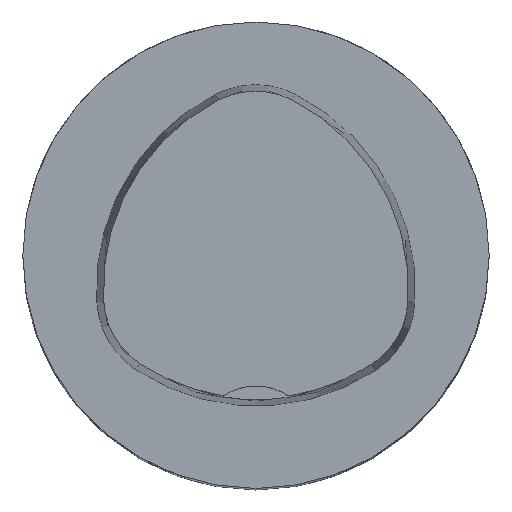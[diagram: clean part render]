
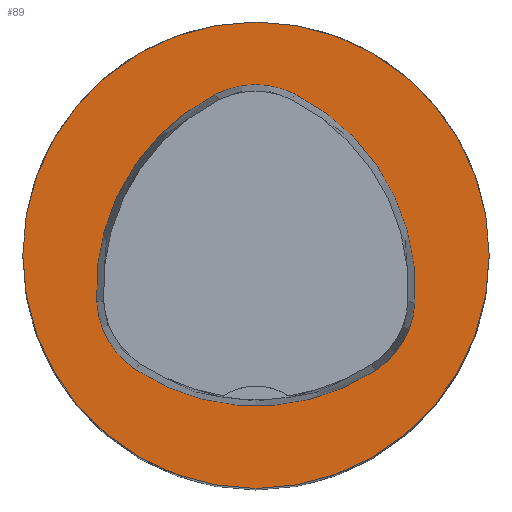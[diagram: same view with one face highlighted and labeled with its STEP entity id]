
A CAD part, top view. The second image highlights one B-rep face of the part: STEP entity #89.
In plain terms, the highlighted planar face has unit normal (0, 0, 1).
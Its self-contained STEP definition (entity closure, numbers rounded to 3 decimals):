
#35=PLANE('',#483);
#89=ADVANCED_FACE('',(#137,#138),#35,.T.);
#110=CIRCLE('',#454,16.);
#112=CIRCLE('',#461,15.);
#114=CIRCLE('',#464,6.);
#116=CIRCLE('',#467,15.);
#118=CIRCLE('',#470,6.);
#122=CIRCLE('',#475,15.);
#124=CIRCLE('',#478,6.);
#137=FACE_BOUND('',#158,.T.);
#138=FACE_BOUND('',#159,.T.);
#158=EDGE_LOOP('',(#243,#244,#245,#246,#247,#248));
#159=EDGE_LOOP('',(#249));
#243=ORIENTED_EDGE('',*,*,#370,.T.);
#244=ORIENTED_EDGE('',*,*,#350,.T.);
#245=ORIENTED_EDGE('',*,*,#354,.T.);
#246=ORIENTED_EDGE('',*,*,#357,.T.);
#247=ORIENTED_EDGE('',*,*,#360,.T.);
#248=ORIENTED_EDGE('',*,*,#368,.T.);
#249=ORIENTED_EDGE('',*,*,#340,.F.);
#303=VERTEX_POINT('',#666);
#313=VERTEX_POINT('',#687);
#314=VERTEX_POINT('',#688);
#317=VERTEX_POINT('',#696);
#319=VERTEX_POINT('',#702);
#321=VERTEX_POINT('',#708);
#328=VERTEX_POINT('',#729);
#340=EDGE_CURVE('',#303,#303,#110,.T.);
#350=EDGE_CURVE('',#313,#314,#112,.T.);
#354=EDGE_CURVE('',#314,#317,#114,.T.);
#357=EDGE_CURVE('',#317,#319,#116,.T.);
#360=EDGE_CURVE('',#319,#321,#118,.T.);
#368=EDGE_CURVE('',#321,#328,#122,.T.);
#370=EDGE_CURVE('',#328,#313,#124,.T.);
#454=AXIS2_PLACEMENT_3D('',#665,#525,#526);
#461=AXIS2_PLACEMENT_3D('',#686,#543,#544);
#464=AXIS2_PLACEMENT_3D('',#695,#551,#552);
#467=AXIS2_PLACEMENT_3D('',#701,#558,#559);
#470=AXIS2_PLACEMENT_3D('',#707,#565,#566);
#475=AXIS2_PLACEMENT_3D('',#730,#577,#578);
#478=AXIS2_PLACEMENT_3D('',#733,#583,#584);
#483=AXIS2_PLACEMENT_3D('',#738,#593,#594);
#525=DIRECTION('',(0.,0.,-1.));
#526=DIRECTION('',(-1.,0.,0.));
#543=DIRECTION('',(0.,0.,-1.));
#544=DIRECTION('',(-1.,0.,0.));
#551=DIRECTION('',(0.,0.,-1.));
#552=DIRECTION('',(-1.,0.,0.));
#558=DIRECTION('',(0.,0.,-1.));
#559=DIRECTION('',(-1.,0.,0.));
#565=DIRECTION('',(0.,0.,-1.));
#566=DIRECTION('',(-1.,0.,0.));
#577=DIRECTION('',(0.,0.,-1.));
#578=DIRECTION('',(-1.,0.,0.));
#583=DIRECTION('',(0.,0.,-1.));
#584=DIRECTION('',(-1.,0.,0.));
#593=DIRECTION('',(0.,0.,1.));
#594=DIRECTION('',(1.,0.,0.));
#665=CARTESIAN_POINT('',(0.,0.,0.));
#666=CARTESIAN_POINT('',(-16.,0.,0.));
#686=CARTESIAN_POINT('',(4.048,-2.316,0.));
#687=CARTESIAN_POINT('',(-10.926,-3.206,0.));
#688=CARTESIAN_POINT('',(-2.774,11.043,0.));
#695=CARTESIAN_POINT('',(-0.045,5.7,0.));
#696=CARTESIAN_POINT('',(2.638,11.066,0.));
#701=CARTESIAN_POINT('',(-4.07,-2.35,0.));
#702=CARTESIAN_POINT('',(10.903,-3.249,0.));
#707=CARTESIAN_POINT('',(4.914,-2.889,0.));
#708=CARTESIAN_POINT('',(8.177,-7.924,0.));
#729=CARTESIAN_POINT('',(-8.24,-7.859,0.));
#730=CARTESIAN_POINT('',(0.019,4.663,0.));
#733=CARTESIAN_POINT('',(-4.936,-2.85,0.));
#738=CARTESIAN_POINT('',(0.,0.,0.));
